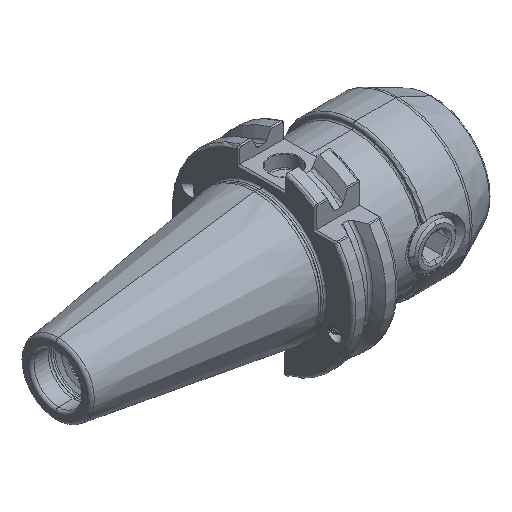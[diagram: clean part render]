
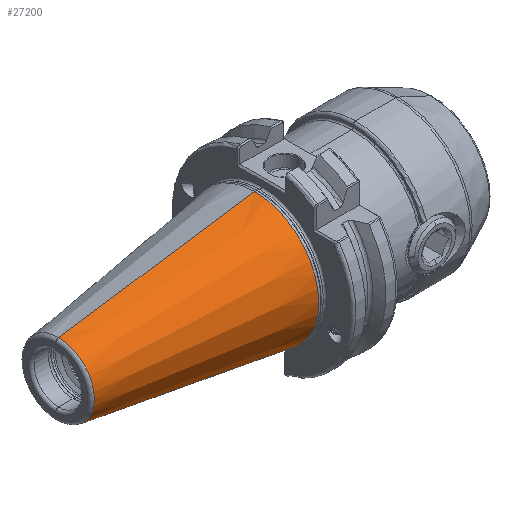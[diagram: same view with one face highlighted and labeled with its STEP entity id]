
A CAD part, isometric view. The second image highlights one B-rep face of the part: STEP entity #27200.
In plain terms, the highlighted conical face has half-angle 8.297 degrees and reference radius 22.692 mm.
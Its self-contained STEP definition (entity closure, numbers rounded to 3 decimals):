
#119 = AXIS2_PLACEMENT_3D ( 'NONE', #19647, #19605, #19635 ) ;
#125 = AXIS2_PLACEMENT_3D ( 'NONE', #19496, #19555, #19550 ) ;
#314 = AXIS2_PLACEMENT_3D ( 'NONE', #8378, #8329, #8380 ) ;
#1403 = LINE ( 'NONE', #16888, #1447 ) ;
#1447 = VECTOR ( 'NONE', #16889, 1000. ) ;
#1474 = VECTOR ( 'NONE', #16994, 1000. ) ;
#1482 = LINE ( 'NONE', #17005, #1474 ) ;
#7175 = VERTEX_POINT ( 'NONE', #23733 ) ;
#8329 = DIRECTION ( 'NONE',  ( 1., 0., 0. ) ) ;
#8378 = CARTESIAN_POINT ( 'NONE',  ( 0., 0., 0. ) ) ;
#8380 = DIRECTION ( 'NONE',  ( 0., 0., -1. ) ) ;
#9986 = CARTESIAN_POINT ( 'NONE',  ( -70.573, 0., 12.4 ) ) ;
#10019 = CARTESIAN_POINT ( 'NONE',  ( -2.5, 0., -22.327 ) ) ;
#10054 = CARTESIAN_POINT ( 'NONE',  ( -2.5, 0., 22.327 ) ) ;
#11319 = EDGE_LOOP ( 'NONE', ( #13877, #13844, #13851, #13860 ) ) ;
#13844 = ORIENTED_EDGE ( 'NONE', *, *, #19146, .T. ) ;
#13851 = ORIENTED_EDGE ( 'NONE', *, *, #28208, .T. ) ;
#13860 = ORIENTED_EDGE ( 'NONE', *, *, #19158, .F. ) ;
#13877 = ORIENTED_EDGE ( 'NONE', *, *, #28168, .F. ) ;
#15473 = CIRCLE ( 'NONE', #119, 22.327 ) ;
#15477 = CIRCLE ( 'NONE', #125, 12.4 ) ;
#15701 = FACE_OUTER_BOUND ( 'NONE', #11319, .T. ) ;
#15727 = CONICAL_SURFACE ( 'NONE', #314, 22.692, 0.145 ) ;
#16888 = CARTESIAN_POINT ( 'NONE',  ( 0., 0., 22.692 ) ) ;
#16889 = DIRECTION ( 'NONE',  ( 0.99, 0., 0.144 ) ) ;
#16994 = DIRECTION ( 'NONE',  ( 0.99, 0., -0.144 ) ) ;
#17005 = CARTESIAN_POINT ( 'NONE',  ( 0., 0., -22.692 ) ) ;
#19146 = EDGE_CURVE ( 'NONE', #26383, #7175, #15477, .T. ) ;
#19158 = EDGE_CURVE ( 'NONE', #26416, #26391, #15473, .T. ) ;
#19496 = CARTESIAN_POINT ( 'NONE',  ( -70.573, 0., 0. ) ) ;
#19550 = DIRECTION ( 'NONE',  ( 0., 0., 1. ) ) ;
#19555 = DIRECTION ( 'NONE',  ( 1., 0., 0. ) ) ;
#19605 = DIRECTION ( 'NONE',  ( 1., 0., 0. ) ) ;
#19635 = DIRECTION ( 'NONE',  ( 0., 0., -1. ) ) ;
#19647 = CARTESIAN_POINT ( 'NONE',  ( -2.5, 0., 0. ) ) ;
#23733 = CARTESIAN_POINT ( 'NONE',  ( -70.573, 0., -12.4 ) ) ;
#26383 = VERTEX_POINT ( 'NONE', #9986 ) ;
#26391 = VERTEX_POINT ( 'NONE', #10019 ) ;
#26416 = VERTEX_POINT ( 'NONE', #10054 ) ;
#27200 = ADVANCED_FACE ( 'NONE', ( #15701 ), #15727, .T. ) ;
#28168 = EDGE_CURVE ( 'NONE', #26383, #26416, #1403, .T. ) ;
#28208 = EDGE_CURVE ( 'NONE', #7175, #26391, #1482, .T. ) ;
